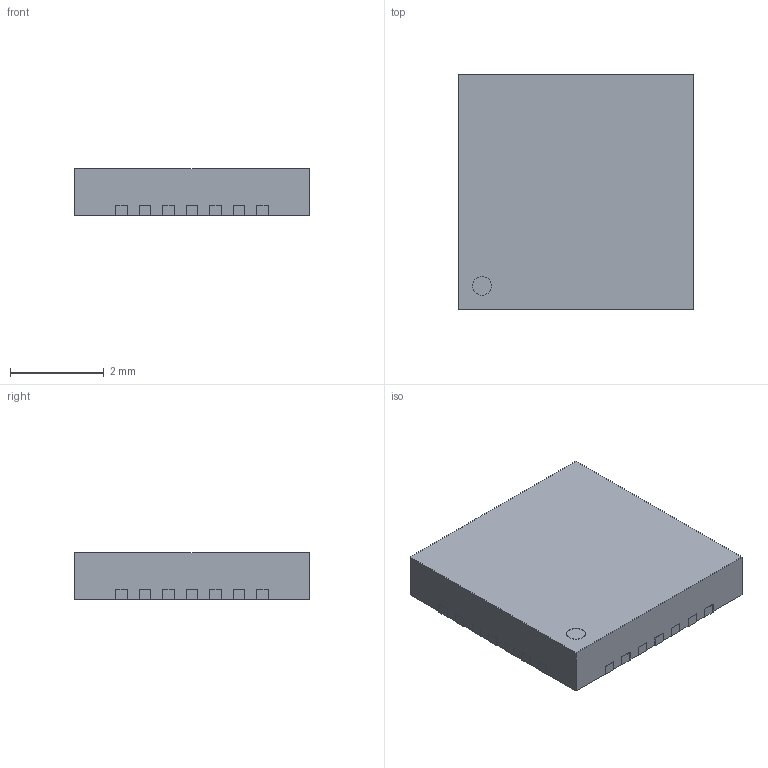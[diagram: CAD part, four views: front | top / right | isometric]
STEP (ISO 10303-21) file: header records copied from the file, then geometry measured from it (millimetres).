
FILE_DESCRIPTION (( 'STEP AP214' ), '1' );
FILE_NAME ('A1FCFF3F-2668-492C-B383-DA39188BA9A6.STEP', '2025-04-24T01:57:03', ( '' ), ( '' ), 'SwSTEP 2.0', 'SolidWorks 2022', '' );
FILE_SCHEMA (( 'AUTOMOTIVE_DESIGN' ));
Length unit declared in the file: millimetre
Products named in the file (1): A1FCFF3F-2668-492C-B383-DA39188BA9A6
Bounding box: 5.01 x 5.01 x 1 mm (x, y, z)
Volume: 24.9 mm3; surface area: 70.4 mm2
Topology: 1 solids, 1 shells, 242 faces, 714 edges, 476 vertices
Faces by surface type: plane 181, cylinder 61
Entity records: 8153 total; most frequent: CARTESIAN_POINT 1433, ORIENTED_EDGE 1428, DIRECTION 1322, EDGE_CURVE 714, VECTOR 592, LINE 592, VERTEX_POINT 476, AXIS2_PLACEMENT_3D 365
